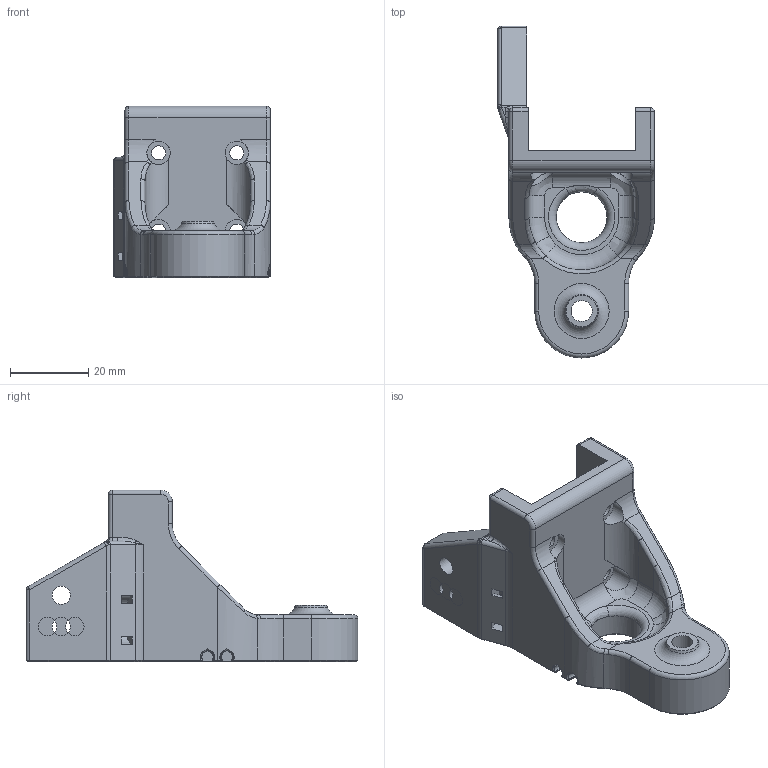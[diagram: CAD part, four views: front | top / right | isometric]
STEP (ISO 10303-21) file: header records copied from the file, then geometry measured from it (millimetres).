
FILE_DESCRIPTION(/* description */ (''),/* implementation_level */ '2;1');
FILE_NAME(/* name */ 'WobbleX-MGN12H_Z_Carriage_Rear.step',/* time_stamp */ '2023-08-06T21:41:09+02:00',/* author */ (''),/* organization */ (''),/* preprocessor_version */ 'ST-DEVELOPER v20',/* originating_system */ 'Autodesk Translation Framework v12.9.0.99',/* authorisation */ '');
FILE_SCHEMA (('AUTOMOTIVE_DESIGN { 1 0 10303 214 3 1 1 }'));
Products named in the file (5): WobbleX-MGN12H_rear_Z; MGN12H-Z_Carriage; 3.1mm; 3.0mm; 2.9mm
Assembly tree (4 placements, depth 3):
  WobbleX-MGN12H_rear_Z
    MGN12H-Z_Carriage
      3.1mm
      3.0mm
      2.9mm
Bounding box: 40.1 x 84.9 x 43.9 mm (x, y, z)
Surface area: 77915.7 mm2
Topology: 6 solids, 6 shells, 1677 faces, 4323 edges, 2658 vertices
Faces by surface type: plane 756, cylinder 387, bspline 210, cone 204, torus 96, sphere 24
Full cylindrical faces by diameter (mm): 3.6 x24, 4.7 x15, 5.4 x6, 6 x24, 13 x6
Entity records: 56730 total; most frequent: CARTESIAN_POINT 16373, ORIENTED_EDGE 8634, DIRECTION 8229, EDGE_CURVE 4317, AXIS2_PLACEMENT_3D 3000, VERTEX_POINT 2658, LINE 2229, VECTOR 2229
